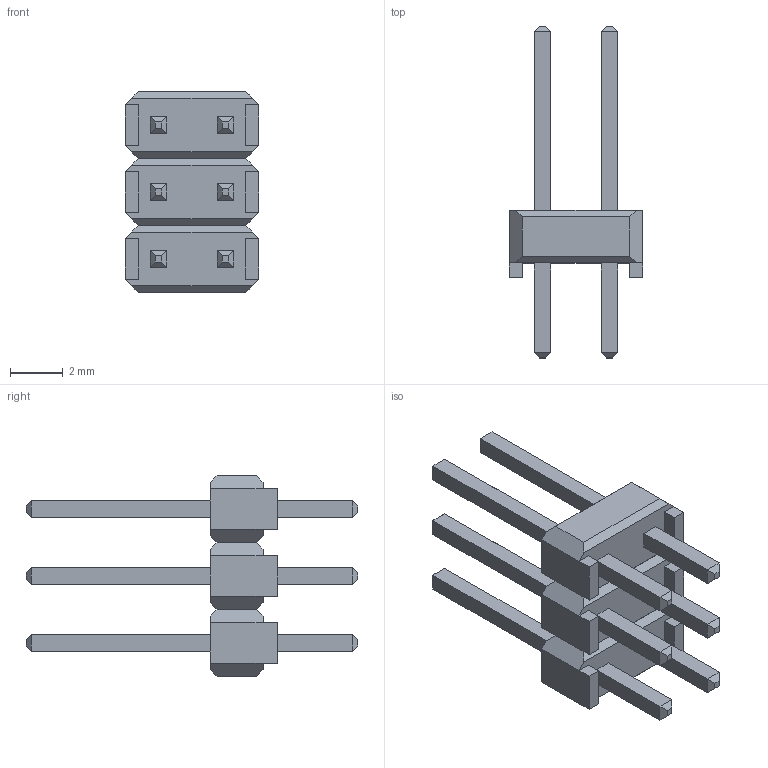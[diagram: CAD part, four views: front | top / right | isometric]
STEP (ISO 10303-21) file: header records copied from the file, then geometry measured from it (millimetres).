
FILE_DESCRIPTION (( 'STEP AP214' ), '1' );
FILE_NAME ('M20-9720345.STEP', '2022-04-29T12:30:44', ( '' ), ( '' ), 'SwSTEP 2.0', 'SolidWorks 2018', '' );
FILE_SCHEMA (( 'AUTOMOTIVE_DESIGN' ));
Length unit declared in the file: millimetre
Products named in the file (1): M20-9720345
Bounding box: 5.08 x 12.6 x 7.62 mm (x, y, z)
Volume: 100.9 mm3; surface area: 298.1 mm2
Topology: 1 solids, 1 shells, 170 faces, 400 edges, 244 vertices
Faces by surface type: plane 170
Entity records: 5396 total; most frequent: CARTESIAN_POINT 815, ORIENTED_EDGE 800, DIRECTION 742, LINE 400, EDGE_CURVE 400, VECTOR 400, VERTEX_POINT 244, EDGE_LOOP 182
